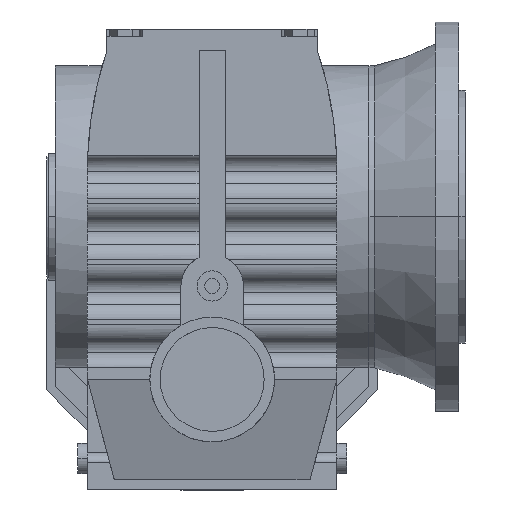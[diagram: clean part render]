
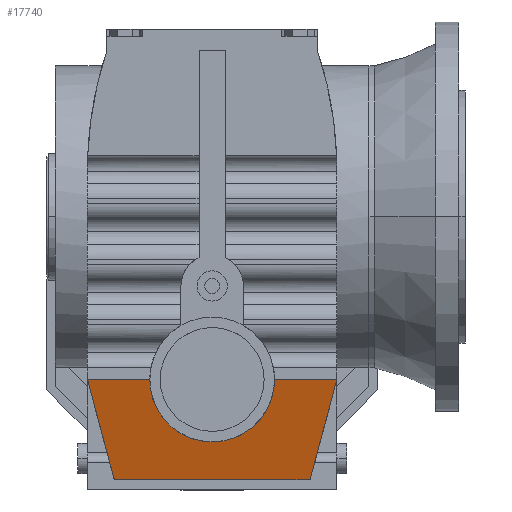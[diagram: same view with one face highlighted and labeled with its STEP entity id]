
A CAD part, top view. The second image highlights one B-rep face of the part: STEP entity #17740.
In plain terms, the highlighted planar face has unit normal (0, -0.272, 0.962).
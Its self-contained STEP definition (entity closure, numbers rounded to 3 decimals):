
#4824 = VERTEX_POINT('',#4825);
#4825 = CARTESIAN_POINT('',(-64.,-61.667,228.));
#4839 = PLANE('',#4840);
#4840 = AXIS2_PLACEMENT_3D('',#4841,#4842,#4843);
#4841 = CARTESIAN_POINT('',(-64.,-61.667,-3.));
#4842 = DIRECTION('',(-0.966,-0.259,0.));
#4843 = DIRECTION('',(0.259,-0.966,0.));
#4867 = PLANE('',#4868);
#4868 = AXIS2_PLACEMENT_3D('',#4869,#4870,#4871);
#4869 = CARTESIAN_POINT('',(64.,118.,228.));
#4870 = DIRECTION('',(0.,0.,-1.));
#4871 = DIRECTION('',(0.,1.,0.));
#8740 = VERTEX_POINT('',#8741);
#8741 = CARTESIAN_POINT('',(-50.245,-113.,213.5));
#8755 = PLANE('',#8756);
#8756 = AXIS2_PLACEMENT_3D('',#8757,#8758,#8759);
#8757 = CARTESIAN_POINT('',(64.,-113.,29.5));
#8758 = DIRECTION('',(0.,1.,0.));
#8759 = DIRECTION('',(0.,0.,1.));
#8767 = EDGE_CURVE('',#8740,#4824,#8768,.T.);
#8768 = SURFACE_CURVE('',#8769,(#8773,#8780),.PCURVE_S1.);
#8769 = LINE('',#8770,#8771);
#8770 = CARTESIAN_POINT('',(-43.123,-139.582,
    205.991));
#8771 = VECTOR('',#8772,1.);
#8772 = DIRECTION('',(-0.25,0.932,0.263));
#8773 = PCURVE('',#4839,#8774);
#8774 = DEFINITIONAL_REPRESENTATION('',(#8775),#8779);
#8775 = LINE('',#8776,#8777);
#8776 = CARTESIAN_POINT('',(80.664,208.991));
#8777 = VECTOR('',#8778,1.);
#8778 = DIRECTION('',(-0.965,0.263));
#8779 = ( GEOMETRIC_REPRESENTATION_CONTEXT(2) 
PARAMETRIC_REPRESENTATION_CONTEXT() REPRESENTATION_CONTEXT('2D SPACE',''
  ) );
#8780 = PCURVE('',#8781,#8786);
#8781 = PLANE('',#8782);
#8782 = AXIS2_PLACEMENT_3D('',#8783,#8784,#8785);
#8783 = CARTESIAN_POINT('',(64.,-113.,213.5));
#8784 = DIRECTION('',(0.,0.272,-0.962));
#8785 = DIRECTION('',(0.,0.962,0.272));
#8786 = DEFINITIONAL_REPRESENTATION('',(#8787),#8791);
#8787 = LINE('',#8788,#8789);
#8788 = CARTESIAN_POINT('',(-27.623,-107.123));
#8789 = VECTOR('',#8790,1.);
#8790 = DIRECTION('',(0.968,-0.25));
#8791 = ( GEOMETRIC_REPRESENTATION_CONTEXT(2) 
PARAMETRIC_REPRESENTATION_CONTEXT() REPRESENTATION_CONTEXT('2D SPACE',''
  ) );
#9823 = VERTEX_POINT('',#9824);
#9824 = CARTESIAN_POINT('',(-32.,-61.667,228.));
#9851 = EDGE_CURVE('',#9823,#4824,#9852,.T.);
#9852 = SURFACE_CURVE('',#9853,(#9857,#9864),.PCURVE_S1.);
#9853 = LINE('',#9854,#9855);
#9854 = CARTESIAN_POINT('',(64.,-61.667,228.));
#9855 = VECTOR('',#9856,1.);
#9856 = DIRECTION('',(-1.,0.,0.));
#9857 = PCURVE('',#4867,#9858);
#9858 = DEFINITIONAL_REPRESENTATION('',(#9859),#9863);
#9859 = LINE('',#9860,#9861);
#9860 = CARTESIAN_POINT('',(-179.667,0.));
#9861 = VECTOR('',#9862,1.);
#9862 = DIRECTION('',(0.,-1.));
#9863 = ( GEOMETRIC_REPRESENTATION_CONTEXT(2) 
PARAMETRIC_REPRESENTATION_CONTEXT() REPRESENTATION_CONTEXT('2D SPACE',''
  ) );
#9864 = PCURVE('',#8781,#9865);
#9865 = DEFINITIONAL_REPRESENTATION('',(#9866),#9870);
#9866 = LINE('',#9867,#9868);
#9867 = CARTESIAN_POINT('',(53.342,0.));
#9868 = VECTOR('',#9869,1.);
#9869 = DIRECTION('',(0.,-1.));
#9870 = ( GEOMETRIC_REPRESENTATION_CONTEXT(2) 
PARAMETRIC_REPRESENTATION_CONTEXT() REPRESENTATION_CONTEXT('2D SPACE',''
  ) );
#10209 = PLANE('',#10210);
#10210 = AXIS2_PLACEMENT_3D('',#10211,#10212,#10213);
#10211 = CARTESIAN_POINT('',(64.,-61.667,-3.));
#10212 = DIRECTION('',(0.966,-0.259,0.));
#10213 = DIRECTION('',(0.259,0.966,0.));
#17215 = VERTEX_POINT('',#17216);
#17216 = CARTESIAN_POINT('',(32.,-61.667,228.));
#17229 = CYLINDRICAL_SURFACE('',#17230,32.);
#17230 = AXIS2_PLACEMENT_3D('',#17231,#17232,#17233);
#17231 = CARTESIAN_POINT('',(0.,-61.667,232.));
#17232 = DIRECTION('',(0.,0.,-1.));
#17233 = DIRECTION('',(-1.,0.,0.));
#17256 = PLANE('',#17257);
#17257 = AXIS2_PLACEMENT_3D('',#17258,#17259,#17260);
#17258 = CARTESIAN_POINT('',(64.,118.,228.));
#17259 = DIRECTION('',(0.,0.,-1.));
#17260 = DIRECTION('',(0.,1.,0.));
#17740 = ADVANCED_FACE('',(#17741),#8781,.F.);
#17741 = FACE_BOUND('',#17742,.T.);
#17742 = EDGE_LOOP('',(#17743,#17788,#17789,#17790,#17813,#17836));
#17743 = ORIENTED_EDGE('',*,*,#17744,.F.);
#17744 = EDGE_CURVE('',#9823,#17215,#17745,.T.);
#17745 = SURFACE_CURVE('',#17746,(#17751,#17759),.PCURVE_S1.);
#17746 = ( BOUNDED_CURVE() B_SPLINE_CURVE(3,(#17747,#17748,#17749,#17750
),.UNSPECIFIED.,.F.,.F.) B_SPLINE_CURVE_WITH_KNOTS((4,4),(4.712
,7.854),.PIECEWISE_BEZIER_KNOTS.) CURVE() 
GEOMETRIC_REPRESENTATION_ITEM() RATIONAL_B_SPLINE_CURVE((1.,
0.333,0.333,1.)) REPRESENTATION_ITEM('') );
#17747 = CARTESIAN_POINT('',(-32.,-61.667,228.));
#17748 = CARTESIAN_POINT('',(-32.,-125.667,209.922));
#17749 = CARTESIAN_POINT('',(32.,-125.667,209.922));
#17750 = CARTESIAN_POINT('',(32.,-61.667,228.));
#17751 = PCURVE('',#8781,#17752);
#17752 = DEFINITIONAL_REPRESENTATION('',(#17753),#17758);
#17753 = ( BOUNDED_CURVE() B_SPLINE_CURVE(3,(#17754,#17755,#17756,#17757
),.UNSPECIFIED.,.F.,.F.) B_SPLINE_CURVE_WITH_KNOTS((4,4),(4.712
,7.854),.PIECEWISE_BEZIER_KNOTS.) CURVE() 
GEOMETRIC_REPRESENTATION_ITEM() RATIONAL_B_SPLINE_CURVE((1.,
0.333,0.333,1.)) REPRESENTATION_ITEM('') );
#17754 = CARTESIAN_POINT('',(53.342,-96.));
#17755 = CARTESIAN_POINT('',(-13.162,-96.));
#17756 = CARTESIAN_POINT('',(-13.162,-32.));
#17757 = CARTESIAN_POINT('',(53.342,-32.));
#17758 = ( GEOMETRIC_REPRESENTATION_CONTEXT(2) 
PARAMETRIC_REPRESENTATION_CONTEXT() REPRESENTATION_CONTEXT('2D SPACE',''
  ) );
#17759 = PCURVE('',#17229,#17760);
#17760 = DEFINITIONAL_REPRESENTATION('',(#17761),#17787);
#17761 = B_SPLINE_CURVE_WITH_KNOTS('',3,(#17762,#17763,#17764,#17765,
    #17766,#17767,#17768,#17769,#17770,#17771,#17772,#17773,#17774,
    #17775,#17776,#17777,#17778,#17779,#17780,#17781,#17782,#17783,
    #17784,#17785,#17786),.UNSPECIFIED.,.F.,.F.,(4,1,1,1,1,1,1,1,1,1,1,1
    ,1,1,1,1,1,1,1,1,1,1,4),(4.712,4.855,
    4.998,5.141,5.284,5.426,
    5.569,5.712,5.855,5.998,
    6.14,6.283,6.426,6.569,
    6.712,6.854,6.997,7.14,
    7.283,7.426,7.568,7.711,
    7.854),.QUASI_UNIFORM_KNOTS.);
#17762 = CARTESIAN_POINT('',(6.283,4.));
#17763 = CARTESIAN_POINT('',(6.253,4.273));
#17764 = CARTESIAN_POINT('',(6.19,4.847));
#17765 = CARTESIAN_POINT('',(6.085,5.779));
#17766 = CARTESIAN_POINT('',(5.972,6.777));
#17767 = CARTESIAN_POINT('',(5.848,7.824));
#17768 = CARTESIAN_POINT('',(5.713,8.896));
#17769 = CARTESIAN_POINT('',(5.567,9.954));
#17770 = CARTESIAN_POINT('',(5.412,10.948));
#17771 = CARTESIAN_POINT('',(5.246,11.819));
#17772 = CARTESIAN_POINT('',(5.073,12.501));
#17773 = CARTESIAN_POINT('',(4.894,12.939));
#17774 = CARTESIAN_POINT('',(4.712,13.089));
#17775 = CARTESIAN_POINT('',(4.531,12.939));
#17776 = CARTESIAN_POINT('',(4.352,12.501));
#17777 = CARTESIAN_POINT('',(4.179,11.819));
#17778 = CARTESIAN_POINT('',(4.013,10.948));
#17779 = CARTESIAN_POINT('',(3.857,9.954));
#17780 = CARTESIAN_POINT('',(3.712,8.896));
#17781 = CARTESIAN_POINT('',(3.577,7.824));
#17782 = CARTESIAN_POINT('',(3.453,6.777));
#17783 = CARTESIAN_POINT('',(3.339,5.779));
#17784 = CARTESIAN_POINT('',(3.235,4.847));
#17785 = CARTESIAN_POINT('',(3.172,4.273));
#17786 = CARTESIAN_POINT('',(3.142,4.));
#17787 = ( GEOMETRIC_REPRESENTATION_CONTEXT(2) 
PARAMETRIC_REPRESENTATION_CONTEXT() REPRESENTATION_CONTEXT('2D SPACE',''
  ) );
#17788 = ORIENTED_EDGE('',*,*,#9851,.T.);
#17789 = ORIENTED_EDGE('',*,*,#8767,.F.);
#17790 = ORIENTED_EDGE('',*,*,#17791,.F.);
#17791 = EDGE_CURVE('',#17792,#8740,#17794,.T.);
#17792 = VERTEX_POINT('',#17793);
#17793 = CARTESIAN_POINT('',(50.245,-113.,213.5));
#17794 = SURFACE_CURVE('',#17795,(#17799,#17806),.PCURVE_S1.);
#17795 = LINE('',#17796,#17797);
#17796 = CARTESIAN_POINT('',(64.,-113.,213.5));
#17797 = VECTOR('',#17798,1.);
#17798 = DIRECTION('',(-1.,0.,0.));
#17799 = PCURVE('',#8781,#17800);
#17800 = DEFINITIONAL_REPRESENTATION('',(#17801),#17805);
#17801 = LINE('',#17802,#17803);
#17802 = CARTESIAN_POINT('',(0.,0.));
#17803 = VECTOR('',#17804,1.);
#17804 = DIRECTION('',(0.,-1.));
#17805 = ( GEOMETRIC_REPRESENTATION_CONTEXT(2) 
PARAMETRIC_REPRESENTATION_CONTEXT() REPRESENTATION_CONTEXT('2D SPACE',''
  ) );
#17806 = PCURVE('',#8755,#17807);
#17807 = DEFINITIONAL_REPRESENTATION('',(#17808),#17812);
#17808 = LINE('',#17809,#17810);
#17809 = CARTESIAN_POINT('',(184.,0.));
#17810 = VECTOR('',#17811,1.);
#17811 = DIRECTION('',(0.,-1.));
#17812 = ( GEOMETRIC_REPRESENTATION_CONTEXT(2) 
PARAMETRIC_REPRESENTATION_CONTEXT() REPRESENTATION_CONTEXT('2D SPACE',''
  ) );
#17813 = ORIENTED_EDGE('',*,*,#17814,.F.);
#17814 = EDGE_CURVE('',#17815,#17792,#17817,.T.);
#17815 = VERTEX_POINT('',#17816);
#17816 = CARTESIAN_POINT('',(64.,-61.667,228.));
#17817 = SURFACE_CURVE('',#17818,(#17822,#17829),.PCURVE_S1.);
#17818 = LINE('',#17819,#17820);
#17819 = CARTESIAN_POINT('',(51.103,-109.8,
    214.404));
#17820 = VECTOR('',#17821,1.);
#17821 = DIRECTION('',(-0.25,-0.932,-0.263)
  );
#17822 = PCURVE('',#8781,#17823);
#17823 = DEFINITIONAL_REPRESENTATION('',(#17824),#17828);
#17824 = LINE('',#17825,#17826);
#17825 = CARTESIAN_POINT('',(3.326,-12.897));
#17826 = VECTOR('',#17827,1.);
#17827 = DIRECTION('',(-0.968,-0.25));
#17828 = ( GEOMETRIC_REPRESENTATION_CONTEXT(2) 
PARAMETRIC_REPRESENTATION_CONTEXT() REPRESENTATION_CONTEXT('2D SPACE',''
  ) );
#17829 = PCURVE('',#10209,#17830);
#17830 = DEFINITIONAL_REPRESENTATION('',(#17831),#17835);
#17831 = LINE('',#17832,#17833);
#17832 = CARTESIAN_POINT('',(-49.831,217.404));
#17833 = VECTOR('',#17834,1.);
#17834 = DIRECTION('',(-0.965,-0.263));
#17835 = ( GEOMETRIC_REPRESENTATION_CONTEXT(2) 
PARAMETRIC_REPRESENTATION_CONTEXT() REPRESENTATION_CONTEXT('2D SPACE',''
  ) );
#17836 = ORIENTED_EDGE('',*,*,#17837,.T.);
#17837 = EDGE_CURVE('',#17815,#17215,#17838,.T.);
#17838 = SURFACE_CURVE('',#17839,(#17843,#17850),.PCURVE_S1.);
#17839 = LINE('',#17840,#17841);
#17840 = CARTESIAN_POINT('',(64.,-61.667,228.));
#17841 = VECTOR('',#17842,1.);
#17842 = DIRECTION('',(-1.,0.,0.));
#17843 = PCURVE('',#8781,#17844);
#17844 = DEFINITIONAL_REPRESENTATION('',(#17845),#17849);
#17845 = LINE('',#17846,#17847);
#17846 = CARTESIAN_POINT('',(53.342,0.));
#17847 = VECTOR('',#17848,1.);
#17848 = DIRECTION('',(0.,-1.));
#17849 = ( GEOMETRIC_REPRESENTATION_CONTEXT(2) 
PARAMETRIC_REPRESENTATION_CONTEXT() REPRESENTATION_CONTEXT('2D SPACE',''
  ) );
#17850 = PCURVE('',#17256,#17851);
#17851 = DEFINITIONAL_REPRESENTATION('',(#17852),#17856);
#17852 = LINE('',#17853,#17854);
#17853 = CARTESIAN_POINT('',(-179.667,0.));
#17854 = VECTOR('',#17855,1.);
#17855 = DIRECTION('',(0.,-1.));
#17856 = ( GEOMETRIC_REPRESENTATION_CONTEXT(2) 
PARAMETRIC_REPRESENTATION_CONTEXT() REPRESENTATION_CONTEXT('2D SPACE',''
  ) );
